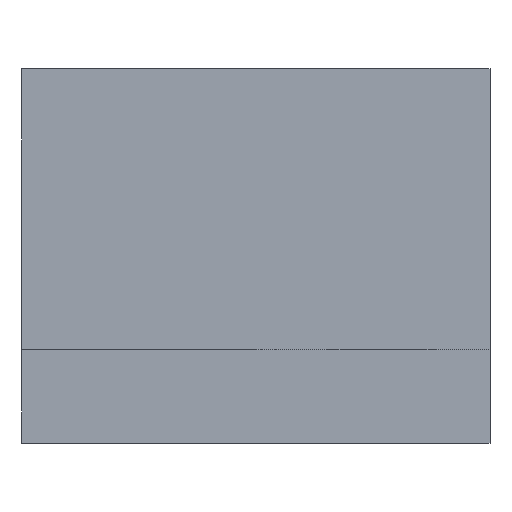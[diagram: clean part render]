
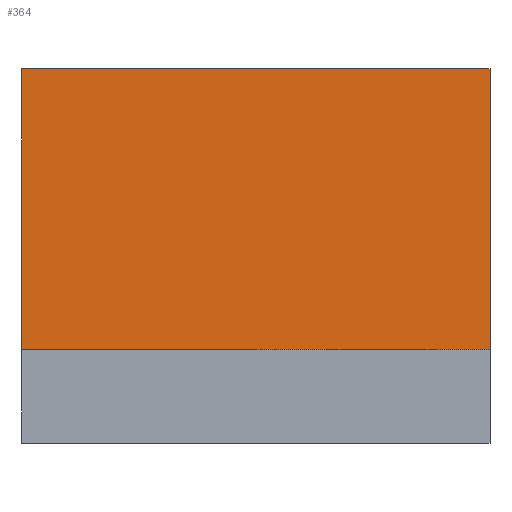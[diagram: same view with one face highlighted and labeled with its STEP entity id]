
A CAD part, front view. The second image highlights one B-rep face of the part: STEP entity #364.
In plain terms, the highlighted face is planar.
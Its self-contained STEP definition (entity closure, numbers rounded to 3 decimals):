
#16 = DIRECTION ( 'NONE',  ( 0., 1., 0. ) ) ;
#66 = VECTOR ( 'NONE', #129, 1000. ) ;
#79 = LINE ( 'NONE', #247, #368 ) ;
#87 = AXIS2_PLACEMENT_3D ( 'NONE', #137, #435, #182 ) ;
#120 = LINE ( 'NONE', #494, #307 ) ;
#129 = DIRECTION ( 'NONE',  ( 1., 0., 0. ) ) ;
#137 = CARTESIAN_POINT ( 'NONE',  ( -44., -31.5, 185.5 ) ) ;
#151 = VECTOR ( 'NONE', #395, 1000. ) ;
#163 = LINE ( 'NONE', #342, #151 ) ;
#182 = DIRECTION ( 'NONE',  ( 1., 0., 0. ) ) ;
#196 = DIRECTION ( 'NONE',  ( 0., 1., 0. ) ) ;
#218 = CARTESIAN_POINT ( 'NONE',  ( -44., -22.5, 185.5 ) ) ;
#227 = EDGE_CURVE ( 'NONE', #465, #353, #234, .T. ) ;
#234 = LINE ( 'NONE', #218, #66 ) ;
#235 = CARTESIAN_POINT ( 'NONE',  ( -29., -31.5, 185.5 ) ) ;
#245 = ORIENTED_EDGE ( 'NONE', *, *, #344, .T. ) ;
#247 = CARTESIAN_POINT ( 'NONE',  ( -29., -31.5, 185.5 ) ) ;
#300 = PLANE ( 'NONE',  #87 ) ;
#303 = VERTEX_POINT ( 'NONE', #521 ) ;
#307 = VECTOR ( 'NONE', #196, 1000. ) ;
#342 = CARTESIAN_POINT ( 'NONE',  ( -44., -31.5, 185.5 ) ) ;
#344 = EDGE_CURVE ( 'NONE', #303, #482, #163, .T. ) ;
#347 = EDGE_LOOP ( 'NONE', ( #383, #495, #245, #413 ) ) ;
#353 = VERTEX_POINT ( 'NONE', #523 ) ;
#363 = CARTESIAN_POINT ( 'NONE',  ( -44., -22.5, 185.5 ) ) ;
#364 = ADVANCED_FACE ( 'NONE', ( #429 ), #300, .T. ) ;
#368 = VECTOR ( 'NONE', #16, 1000. ) ;
#383 = ORIENTED_EDGE ( 'NONE', *, *, #227, .F. ) ;
#395 = DIRECTION ( 'NONE',  ( 1., 0., 0. ) ) ;
#413 = ORIENTED_EDGE ( 'NONE', *, *, #505, .T. ) ;
#429 = FACE_OUTER_BOUND ( 'NONE', #347, .T. ) ;
#435 = DIRECTION ( 'NONE',  ( 0., 0., 1. ) ) ;
#465 = VERTEX_POINT ( 'NONE', #363 ) ;
#482 = VERTEX_POINT ( 'NONE', #235 ) ;
#494 = CARTESIAN_POINT ( 'NONE',  ( -44., -31.5, 185.5 ) ) ;
#495 = ORIENTED_EDGE ( 'NONE', *, *, #527, .F. ) ;
#505 = EDGE_CURVE ( 'NONE', #482, #353, #79, .T. ) ;
#521 = CARTESIAN_POINT ( 'NONE',  ( -44., -31.5, 185.5 ) ) ;
#523 = CARTESIAN_POINT ( 'NONE',  ( -29., -22.5, 185.5 ) ) ;
#527 = EDGE_CURVE ( 'NONE', #303, #465, #120, .T. ) ;
